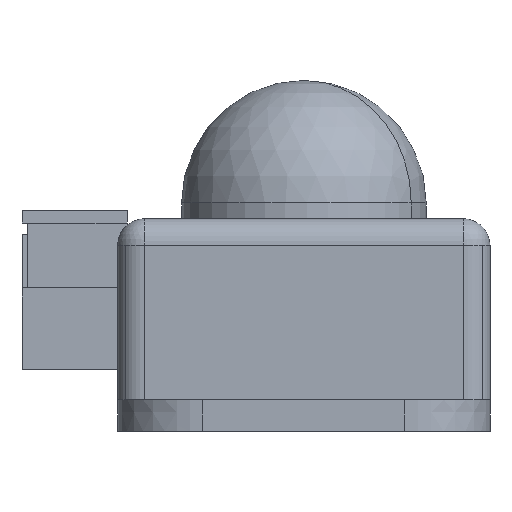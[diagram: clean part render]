
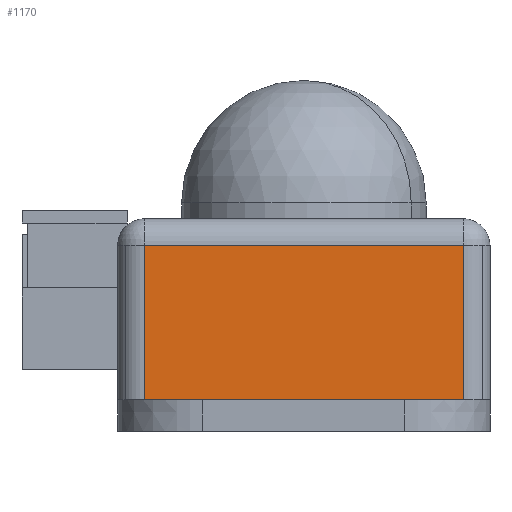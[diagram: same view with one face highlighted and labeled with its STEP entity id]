
A CAD part, left-side view. The second image highlights one B-rep face of the part: STEP entity #1170.
In plain terms, the highlighted planar face has unit normal (-1, 0, 0).
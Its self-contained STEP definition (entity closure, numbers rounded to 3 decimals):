
#1152=AXIS2_PLACEMENT_3D('Plane Axis2P3D',#1149,#1150,#1151) ;
#788=CARTESIAN_POINT('Vertex',(8.,2.5,3.)) ;
#791=CARTESIAN_POINT('Line Origine',(8.,17.5,3.)) ;
#795=CARTESIAN_POINT('Vertex',(8.,32.5,3.)) ;
#898=CARTESIAN_POINT('Vertex',(8.,32.5,17.5)) ;
#901=CARTESIAN_POINT('Line Origine',(8.,17.5,17.5)) ;
#905=CARTESIAN_POINT('Vertex',(8.,2.5,17.5)) ;
#1149=CARTESIAN_POINT('Axis2P3D Location',(8.,32.5,20.)) ;
#1154=CARTESIAN_POINT('Line Origine',(8.,32.5,10.25)) ;
#1159=CARTESIAN_POINT('Line Origine',(8.,2.5,10.25)) ;
#792=DIRECTION('Vector Direction',(0.,-1.,0.)) ;
#902=DIRECTION('Vector Direction',(0.,-1.,0.)) ;
#1150=DIRECTION('Axis2P3D Direction',(1.,0.,0.)) ;
#1151=DIRECTION('Axis2P3D XDirection',(0.,-1.,0.)) ;
#1155=DIRECTION('Vector Direction',(0.,0.,-1.)) ;
#1160=DIRECTION('Vector Direction',(0.,0.,-1.)) ;
#793=VECTOR('Line Direction',#792,1.) ;
#903=VECTOR('Line Direction',#902,1.) ;
#1156=VECTOR('Line Direction',#1155,1.) ;
#1161=VECTOR('Line Direction',#1160,1.) ;
#1165=ORIENTED_EDGE('',*,*,#907,.F.) ;
#1166=ORIENTED_EDGE('',*,*,#1158,.T.) ;
#1167=ORIENTED_EDGE('',*,*,#797,.T.) ;
#1168=ORIENTED_EDGE('',*,*,#1163,.F.) ;
#1170=ADVANCED_FACE('Hauptk\X2\00F6\X0\rper',(#1169),#1153,.F.) ;
#797=EDGE_CURVE('',#796,#789,#794,.T.) ;
#907=EDGE_CURVE('',#899,#906,#904,.T.) ;
#1158=EDGE_CURVE('',#899,#796,#1157,.T.) ;
#1163=EDGE_CURVE('',#906,#789,#1162,.T.) ;
#1164=EDGE_LOOP('',(#1165,#1166,#1167,#1168)) ;
#1169=FACE_OUTER_BOUND('',#1164,.T.) ;
#794=LINE('Line',#791,#793) ;
#904=LINE('Line',#901,#903) ;
#1157=LINE('Line',#1154,#1156) ;
#1162=LINE('Line',#1159,#1161) ;
#1153=PLANE('',#1152) ;
#789=VERTEX_POINT('',#788) ;
#796=VERTEX_POINT('',#795) ;
#899=VERTEX_POINT('',#898) ;
#906=VERTEX_POINT('',#905) ;
